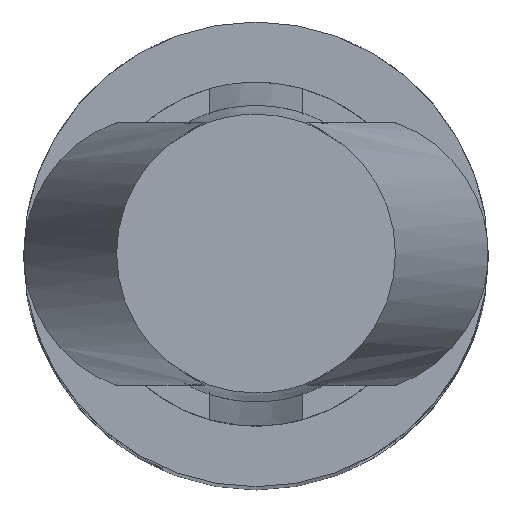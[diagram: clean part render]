
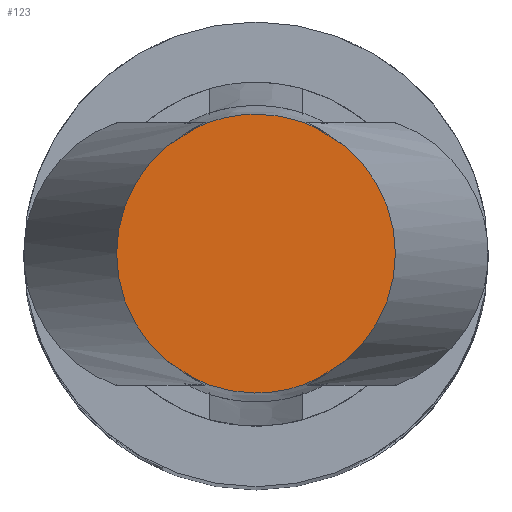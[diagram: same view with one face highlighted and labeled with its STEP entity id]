
A CAD part, top view. The second image highlights one B-rep face of the part: STEP entity #123.
In plain terms, the highlighted planar face has unit normal (0, 0, 1).
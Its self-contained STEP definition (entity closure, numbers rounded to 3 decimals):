
#123 = ADVANCED_FACE( '', ( #305 ), #306, .T. );
#305 = FACE_OUTER_BOUND( '', #556, .T. );
#306 = PLANE( '', #557 );
#556 = EDGE_LOOP( '', ( #978, #979, #980, #981, #982, #983, #984, #985 ) );
#557 = AXIS2_PLACEMENT_3D( '', #986, #987, #988 );
#978 = ORIENTED_EDGE( '', *, *, #1569, .F. );
#979 = ORIENTED_EDGE( '', *, *, #1570, .T. );
#980 = ORIENTED_EDGE( '', *, *, #1571, .F. );
#981 = ORIENTED_EDGE( '', *, *, #1572, .F. );
#982 = ORIENTED_EDGE( '', *, *, #1573, .F. );
#983 = ORIENTED_EDGE( '', *, *, #1574, .T. );
#984 = ORIENTED_EDGE( '', *, *, #1575, .F. );
#985 = ORIENTED_EDGE( '', *, *, #1576, .T. );
#986 = CARTESIAN_POINT( '', ( 0., 0., 14.9 ) );
#987 = DIRECTION( '', ( 0., 0., 1. ) );
#988 = DIRECTION( '', ( 1., 0., 0. ) );
#1569 = EDGE_CURVE( '', #1894, #1895, #1896, .T. );
#1570 = EDGE_CURVE( '', #1894, #1897, #1898, .T. );
#1571 = EDGE_CURVE( '', #1899, #1897, #1900, .T. );
#1572 = EDGE_CURVE( '', #1901, #1899, #1902, .T. );
#1573 = EDGE_CURVE( '', #1903, #1901, #1904, .T. );
#1574 = EDGE_CURVE( '', #1903, #1905, #1906, .T. );
#1575 = EDGE_CURVE( '', #1907, #1905, #1908, .T. );
#1576 = EDGE_CURVE( '', #1907, #1895, #1909, .F. );
#1894 = VERTEX_POINT( '', #2389 );
#1895 = VERTEX_POINT( '', #2390 );
#1896 = CIRCLE( '', #2391, 1.5 );
#1897 = VERTEX_POINT( '', #2392 );
#1898 = B_SPLINE_CURVE_WITH_KNOTS( '', 2, ( #2393, #2394, #2395, #2396, #2397 ), .UNSPECIFIED., .F., .F., ( 3, 2, 3 ), ( 0., 0.5, 1. ), .UNSPECIFIED. );
#1899 = VERTEX_POINT( '', #2398 );
#1900 = CIRCLE( '', #2399, 1.5 );
#1901 = VERTEX_POINT( '', #2400 );
#1902 = CIRCLE( '', #2401, 1.5 );
#1903 = VERTEX_POINT( '', #2402 );
#1904 = CIRCLE( '', #2403, 1.5 );
#1905 = VERTEX_POINT( '', #2404 );
#1906 = B_SPLINE_CURVE_WITH_KNOTS( '', 2, ( #2405, #2406, #2407, #2408, #2409 ), .UNSPECIFIED., .F., .F., ( 3, 2, 3 ), ( 0., 0.5, 1. ), .UNSPECIFIED. );
#1907 = VERTEX_POINT( '', #2410 );
#1908 = CIRCLE( '', #2411, 1.5 );
#1909 = CIRCLE( '', #2412, 1.5 );
#2389 = CARTESIAN_POINT( '', ( -0.5, -1.414, 14.9 ) );
#2390 = CARTESIAN_POINT( '', ( -0.525, -1.405, 14.9 ) );
#2391 = AXIS2_PLACEMENT_3D( '', #2858, #2859, #2860 );
#2392 = CARTESIAN_POINT( '', ( 0.5, -1.414, 14.9 ) );
#2393 = CARTESIAN_POINT( '', ( -0.5, -1.414, 14.9 ) );
#2394 = CARTESIAN_POINT( '', ( -0.258, -1.5, 14.9 ) );
#2395 = CARTESIAN_POINT( '', ( 0., -1.5, 14.9 ) );
#2396 = CARTESIAN_POINT( '', ( 0.257, -1.5, 14.9 ) );
#2397 = CARTESIAN_POINT( '', ( 0.5, -1.414, 14.9 ) );
#2398 = CARTESIAN_POINT( '', ( 0.525, -1.405, 14.9 ) );
#2399 = AXIS2_PLACEMENT_3D( '', #2861, #2862, #2863 );
#2400 = CARTESIAN_POINT( '', ( 0.525, 1.405, 14.9 ) );
#2401 = AXIS2_PLACEMENT_3D( '', #2864, #2865, #2866 );
#2402 = CARTESIAN_POINT( '', ( 0.5, 1.414, 14.9 ) );
#2403 = AXIS2_PLACEMENT_3D( '', #2867, #2868, #2869 );
#2404 = CARTESIAN_POINT( '', ( -0.5, 1.414, 14.9 ) );
#2405 = CARTESIAN_POINT( '', ( 0.5, 1.414, 14.9 ) );
#2406 = CARTESIAN_POINT( '', ( 0.258, 1.5, 14.9 ) );
#2407 = CARTESIAN_POINT( '', ( 0., 1.5, 14.9 ) );
#2408 = CARTESIAN_POINT( '', ( -0.257, 1.5, 14.9 ) );
#2409 = CARTESIAN_POINT( '', ( -0.5, 1.414, 14.9 ) );
#2410 = CARTESIAN_POINT( '', ( -0.525, 1.405, 14.9 ) );
#2411 = AXIS2_PLACEMENT_3D( '', #2870, #2871, #2872 );
#2412 = AXIS2_PLACEMENT_3D( '', #2873, #2874, #2875 );
#2858 = CARTESIAN_POINT( '', ( 0., 0., 14.9 ) );
#2859 = DIRECTION( '', ( 0., 0., -1. ) );
#2860 = DIRECTION( '', ( 0., 1., 0. ) );
#2861 = CARTESIAN_POINT( '', ( 0., 0., 14.9 ) );
#2862 = DIRECTION( '', ( 0., 0., -1. ) );
#2863 = DIRECTION( '', ( 0., 1., 0. ) );
#2864 = CARTESIAN_POINT( '', ( 0., 0., 14.9 ) );
#2865 = DIRECTION( '', ( 0., 0., -1. ) );
#2866 = DIRECTION( '', ( 0., 1., 0. ) );
#2867 = CARTESIAN_POINT( '', ( 0., 0., 14.9 ) );
#2868 = DIRECTION( '', ( 0., 0., -1. ) );
#2869 = DIRECTION( '', ( 0., 1., 0. ) );
#2870 = CARTESIAN_POINT( '', ( 0., 0., 14.9 ) );
#2871 = DIRECTION( '', ( 0., 0., -1. ) );
#2872 = DIRECTION( '', ( 0., 1., 0. ) );
#2873 = CARTESIAN_POINT( '', ( 0., 0., 14.9 ) );
#2874 = DIRECTION( '', ( 0., 0., -1. ) );
#2875 = DIRECTION( '', ( 1., 0., 0. ) );
